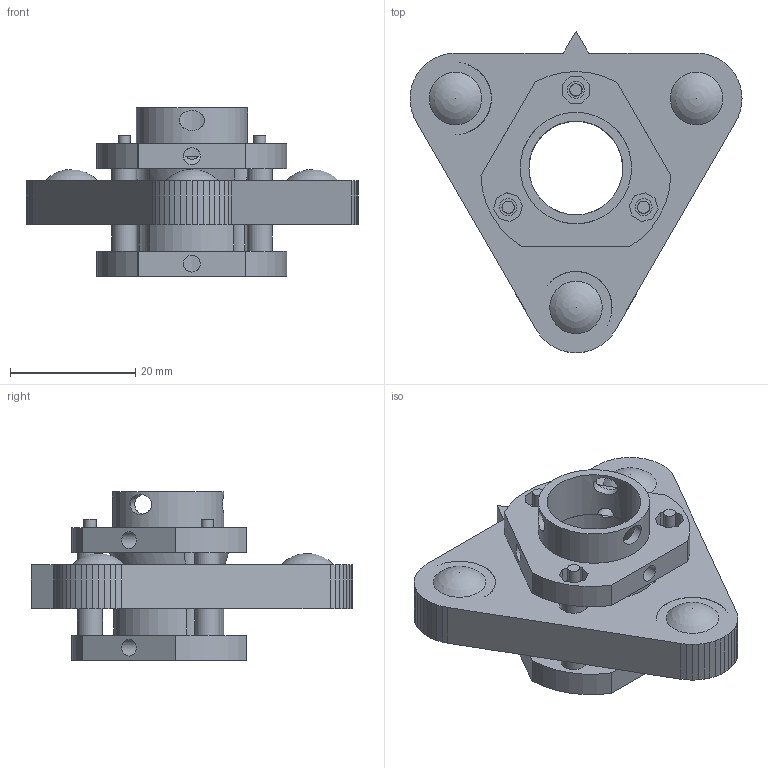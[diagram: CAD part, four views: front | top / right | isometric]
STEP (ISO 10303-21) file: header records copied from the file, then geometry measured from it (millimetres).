
FILE_DESCRIPTION(/* description */ (''),/* implementation_level */ '2;1');
FILE_NAME(/* name */ 'Spring_Tool_PTFE.step',/* time_stamp */ '2017-10-04T13:28:11-04:00',/* author */ ('sheepslinky'),/* organization */ (''),/* preprocessor_version */ 'ST-DEVELOPER v16.13',/* originating_system */ 'Autodesk Translation Framework v6.5.0.72',/* authorisation */ '');
FILE_SCHEMA (('AUTOMOTIVE_DESIGN { 1 0 10303 214 3 1 1 }'));
Length unit declared in the file: millimetre
Products named in the file (5): blademount_base_Ath v4; Cyl_Tool_Mount; Flange; grabber; ToolPiece
Assembly tree (4 placements, depth 3):
  blademount_base_Ath v4
    Cyl_Tool_Mount
      Flange
      grabber
    ToolPiece
Bounding box: 53.08 x 51.43 x 26.89 mm (x, y, z)
Volume: 12856.8 mm3; surface area: 11695.2 mm2
Topology: 9 solids, 9 shells, 403 faces, 1093 edges, 737 vertices
Faces by surface type: plane 281, cylinder 79, sphere 35, cone 5, bspline 3
Full cylindrical faces by diameter (mm): 1.933 x3, 2 x3, 2.7 x12, 4 x3, 4.4 x3, 4.5 x3, 11.525 x1, 15 x2, 17.812 x1
Entity records: 13589 total; most frequent: CARTESIAN_POINT 3042, ORIENTED_EDGE 2174, DIRECTION 2153, EDGE_CURVE 1087, AXIS2_PLACEMENT_3D 744, VERTEX_POINT 737, LINE 665, VECTOR 665
